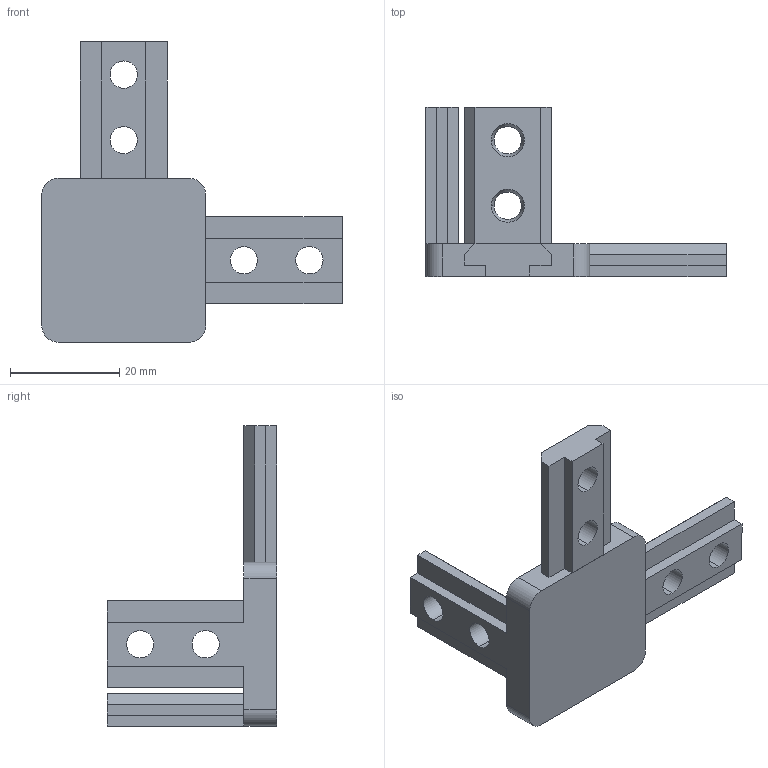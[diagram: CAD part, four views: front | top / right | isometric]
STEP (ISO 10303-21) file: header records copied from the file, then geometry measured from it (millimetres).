
FILE_DESCRIPTION (( 'STEP AP203' ), '1' );
FILE_NAME ('Corner_30x30_Verst.STEP', '2024-05-14T15:15:11', ( '' ), ( '' ), 'SwSTEP 2.0', 'SolidWorks 2023', '' );
FILE_SCHEMA (( 'CONFIG_CONTROL_DESIGN' ));
Length unit declared in the file: millimetre
Products named in the file (1): Corner_30x30_Verst
Bounding box: 55 x 31 x 55 mm (x, y, z)
Volume: 11645.9 mm3; surface area: 7410 mm2
Topology: 3 solids, 3 shells, 94 faces, 248 edges, 160 vertices
Faces by surface type: plane 54, cylinder 24, cone 16
Entity records: 2993 total; most frequent: CARTESIAN_POINT 503, DIRECTION 502, ORIENTED_EDGE 496, EDGE_CURVE 248, LINE 184, VECTOR 184, VERTEX_POINT 160, AXIS2_PLACEMENT_3D 159
